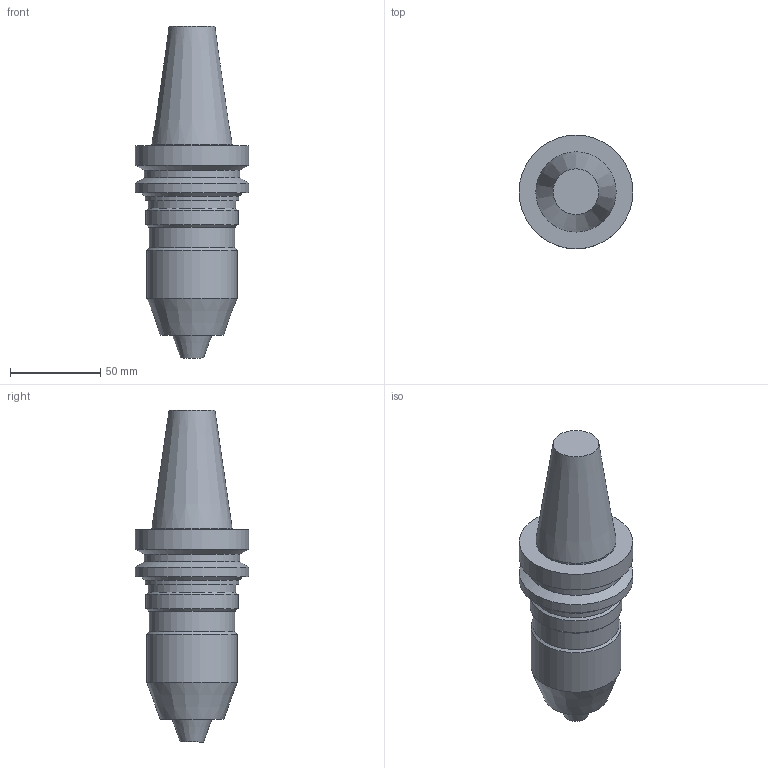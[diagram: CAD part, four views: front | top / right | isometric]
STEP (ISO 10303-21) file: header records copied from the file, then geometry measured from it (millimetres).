
FILE_DESCRIPTION((''),'1');
FILE_NAME('BBT40-SKL13-105.stp','2013-03-21T04:48:26',(''),(''),'Spatial Interop R18','Kubotek KeyCreator V8.5.1 (14335)',' ');
FILE_SCHEMA(('CONFIG_CONTROL_DESIGN'));
Length unit declared in the file: millimetre
Products named in the file (1): 1
Bounding box: 63 x 63 x 183.9 mm (x, y, z)
Volume: 286365.8 mm3; surface area: 30320.4 mm2
Topology: 1 solids, 1 shells, 25 faces, 42 edges, 24 vertices
Faces by surface type: cone 9, cylinder 9, plane 7
Full cylindrical faces by diameter (mm): 44.45 x1, 47.5 x1, 48.5 x1, 50 x1, 51 x1, 52 x1, 53 x1, 63 x2
Entity records: 538 total; most frequent: DIRECTION 100, CARTESIAN_POINT 74, AXIS2_PLACEMENT_3D 50, EDGE_LOOP 48, ORIENTED_EDGE 48, FACE_BOUND 41, ADVANCED_FACE 25, EDGE_CURVE 24
